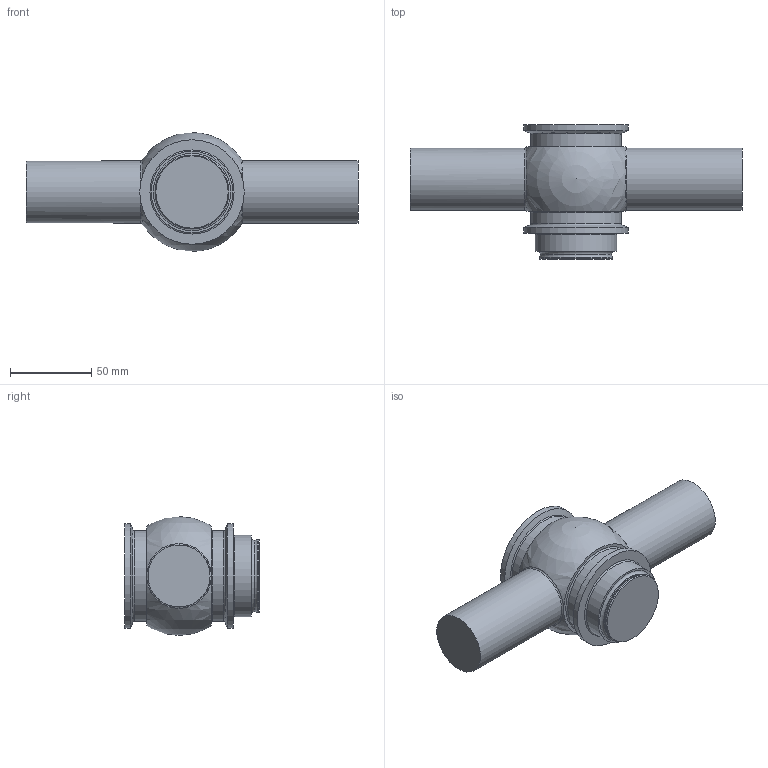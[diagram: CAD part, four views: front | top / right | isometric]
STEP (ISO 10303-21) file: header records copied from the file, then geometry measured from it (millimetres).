
FILE_DESCRIPTION(/* description */ ('STEP AP203'),/* implementation_level */ '2;1');
FILE_NAME(/* name */ '106013.STEP',/* time_stamp */ '2021-04-22T11:59:22+05:00',/* author */ ('H7M44K'),/* organization */ (''),/* preprocessor_version */ 'ST-DEVELOPER v18.1',/* originating_system */ 'Autodesk Inventor 2020',/* authorisation */ '');
FILE_SCHEMA (('AUTOMOTIVE_DESIGN { 1 0 10303 214 3 1 1 }'));
Length unit declared in the file: inch
Products named in the file (1): 106013
Bounding box: 203.96 x 82.75 x 73 mm (x, y, z)
Volume: 407547.5 mm3; surface area: 41708.2 mm2
Topology: 1 solids, 1 shells, 31 faces, 84 edges, 62 vertices
Faces by surface type: plane 10, cylinder 9, torus 8, cone 3, sphere 1
Full cylindrical faces by diameter (mm): 38.1 x2, 43.967 x1, 45.415 x1, 50.089 x1, 55.677 x2, 64.16 x2
Entity records: 1085 total; most frequent: DIRECTION 216, CARTESIAN_POINT 176, ORIENTED_EDGE 164, AXIS2_PLACEMENT_3D 102, EDGE_CURVE 82, CIRCLE 70, VERTEX_POINT 62, EDGE_LOOP 40
